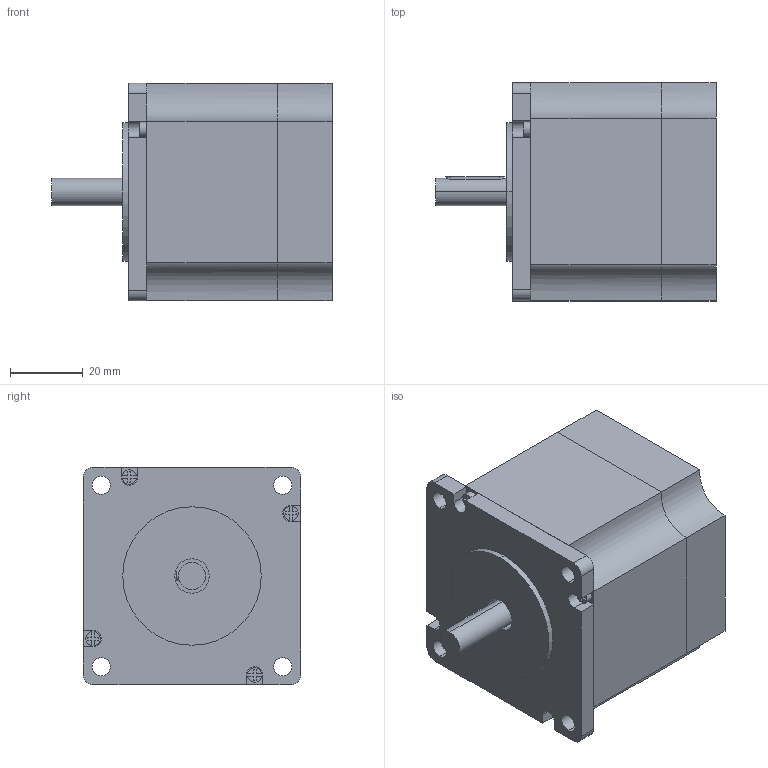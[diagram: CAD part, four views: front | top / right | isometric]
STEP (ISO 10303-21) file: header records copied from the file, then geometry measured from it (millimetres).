
FILE_DESCRIPTION (( 'STEP AP214' ), '1' );
FILE_NAME ('60HS5630A4D8-50.STEP', '2023-02-24T01:09:48', ( 'Windows 蚚誧' ), ( 'Organization' ), 'SwSTEP 2.0', 'SolidWorks 2021', '' );
FILE_SCHEMA (( 'AUTOMOTIVE_DESIGN' ));
Length unit declared in the file: millimetre
Products named in the file (1): 60HS5630A4D8-50
Bounding box: 77.1 x 60 x 60 mm (x, y, z)
Volume: 185806.7 mm3; surface area: 34392.8 mm2
Topology: 11 solids, 11 shells, 150 faces, 357 edges, 238 vertices
Faces by surface type: plane 97, cylinder 45, bspline 8
Entity records: 4626 total; most frequent: CARTESIAN_POINT 864, ORIENTED_EDGE 714, DIRECTION 713, EDGE_CURVE 357, VECTOR 251, LINE 251, VERTEX_POINT 238, AXIS2_PLACEMENT_3D 231
